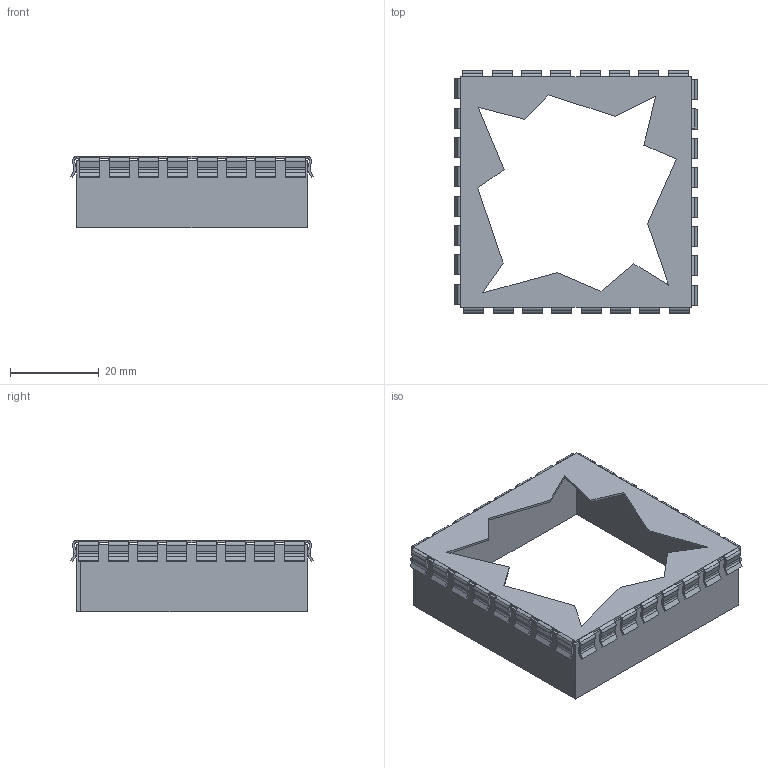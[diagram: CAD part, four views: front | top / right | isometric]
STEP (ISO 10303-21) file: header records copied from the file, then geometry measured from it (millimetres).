
FILE_DESCRIPTION((''),'2;1');
FILE_NAME('MSBOX_PERANCEA_FFL1T.stp','2009-02-24T15:14:21',(''),(''),'Mechanical Desktop 2006','Mechanical Desktop 2006',', , ');
FILE_SCHEMA(('AUTOMOTIVE_DESIGN { 1 2 10303 214 0 1 1 1 }'));
Length unit declared in the file: millimetre
Products named in the file (1): Product
Bounding box: 54.67 x 54.63 x 16 mm (x, y, z)
Volume: 3843.8 mm3; surface area: 11197.6 mm2
Topology: 34 solids, 34 shells, 612 faces, 1632 edges, 1088 vertices
Faces by surface type: bspline 288, plane 196, cylinder 128
Entity records: 20828 total; most frequent: CARTESIAN_POINT 5989, ORIENTED_EDGE 3264, DIRECTION 2794, EDGE_CURVE 1632, VECTOR 1120, LINE 1120, VERTEX_POINT 1088, AXIS2_PLACEMENT_3D 837
